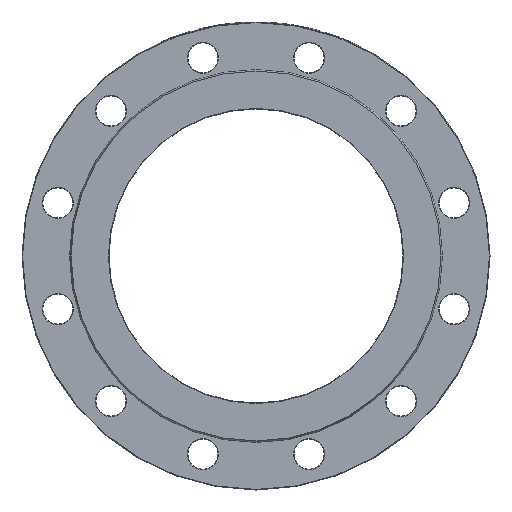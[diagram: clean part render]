
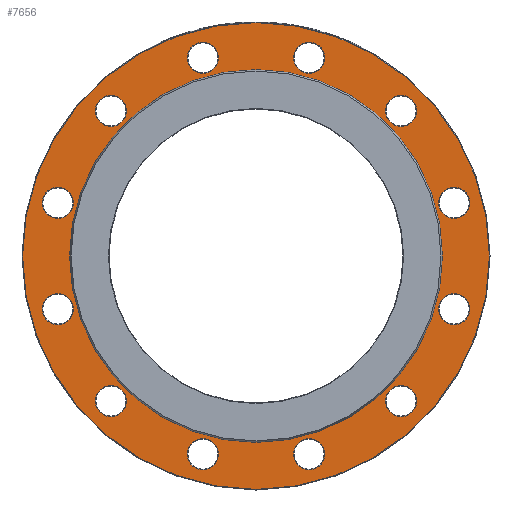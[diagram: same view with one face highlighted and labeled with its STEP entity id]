
A CAD part, left-side view. The second image highlights one B-rep face of the part: STEP entity #7656.
In plain terms, the highlighted planar face has unit normal (-1, 0, 0).
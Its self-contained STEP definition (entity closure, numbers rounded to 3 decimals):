
#46 = CIRCLE ( 'NONE', #5861, 13.5 ) ;
#186 = EDGE_CURVE ( 'NONE', #3117, #3117, #9375, .T. ) ;
#200 = CIRCLE ( 'NONE', #3569, 161.336 ) ;
#366 = DIRECTION ( 'NONE',  ( 1., 0., 0. ) ) ;
#382 = FACE_BOUND ( 'NONE', #6465, .T. ) ;
#387 = DIRECTION ( 'NONE',  ( 0., -1., 0. ) ) ;
#440 = DIRECTION ( 'NONE',  ( 0., 0.5, 0.866 ) ) ;
#456 = EDGE_CURVE ( 'NONE', #7569, #7569, #4799, .T. ) ;
#474 = CARTESIAN_POINT ( 'NONE',  ( 3., 178.202, 34.249 ) ) ;
#524 = DIRECTION ( 'NONE',  ( 1., 0., 0. ) ) ;
#529 = DIRECTION ( 'NONE',  ( 0., 1., 0. ) ) ;
#625 = CIRCLE ( 'NONE', #8275, 13.5 ) ;
#663 = CARTESIAN_POINT ( 'NONE',  ( 3., -137.203, -118.761 ) ) ;
#669 = AXIS2_PLACEMENT_3D ( 'NONE', #8367, #3973, #1825 ) ;
#772 = EDGE_LOOP ( 'NONE', ( #9400 ) ) ;
#877 = CIRCLE ( 'NONE', #5610, 13.5 ) ;
#1032 = ORIENTED_EDGE ( 'NONE', *, *, #2352, .T. ) ;
#1059 = CARTESIAN_POINT ( 'NONE',  ( 3., -59.44, -171.452 ) ) ;
#1200 = CARTESIAN_POINT ( 'NONE',  ( 3., -45.94, -171.452 ) ) ;
#1245 = EDGE_LOOP ( 'NONE', ( #8313 ) ) ;
#1260 = DIRECTION ( 'NONE',  ( 1., 0., 0. ) ) ;
#1273 = EDGE_LOOP ( 'NONE', ( #6068 ) ) ;
#1279 = CIRCLE ( 'NONE', #2505, 13.5 ) ;
#1327 = EDGE_LOOP ( 'NONE', ( #3540 ) ) ;
#1591 = AXIS2_PLACEMENT_3D ( 'NONE', #1990, #7830, #3522 ) ;
#1634 = DIRECTION ( 'NONE',  ( 1., 0., 0. ) ) ;
#1729 = PLANE ( 'NONE',  #2805 ) ;
#1778 = FACE_BOUND ( 'NONE', #7981, .T. ) ;
#1797 = AXIS2_PLACEMENT_3D ( 'NONE', #4879, #4071, #529 ) ;
#1811 = ORIENTED_EDGE ( 'NONE', *, *, #8200, .T. ) ;
#1825 = DIRECTION ( 'NONE',  ( 0., 0.866, -0.5 ) ) ;
#1870 = CARTESIAN_POINT ( 'NONE',  ( 3., 118.761, -137.203 ) ) ;
#1896 = DIRECTION ( 'NONE',  ( 0., -0.866, -0.5 ) ) ;
#1947 = DIRECTION ( 'NONE',  ( 0., 0., -1. ) ) ;
#1960 = VERTEX_POINT ( 'NONE', #1870 ) ;
#1990 = CARTESIAN_POINT ( 'NONE',  ( 3., 171.452, 45.94 ) ) ;
#2026 = CIRCLE ( 'NONE', #2642, 13.5 ) ;
#2046 = AXIS2_PLACEMENT_3D ( 'NONE', #1200, #524, #387 ) ;
#2054 = VERTEX_POINT ( 'NONE', #6321 ) ;
#2080 = CARTESIAN_POINT ( 'NONE',  ( 3., 125.511, -125.511 ) ) ;
#2194 = CIRCLE ( 'NONE', #1591, 13.5 ) ;
#2352 = EDGE_CURVE ( 'NONE', #5503, #5503, #877, .T. ) ;
#2392 = FACE_BOUND ( 'NONE', #4903, .T. ) ;
#2410 = EDGE_CURVE ( 'NONE', #1960, #1960, #6085, .T. ) ;
#2436 = EDGE_LOOP ( 'NONE', ( #1032 ) ) ;
#2442 = FACE_BOUND ( 'NONE', #772, .T. ) ;
#2487 = FACE_BOUND ( 'NONE', #7518, .T. ) ;
#2502 = CARTESIAN_POINT ( 'NONE',  ( 3., -125.511, 125.511 ) ) ;
#2505 = AXIS2_PLACEMENT_3D ( 'NONE', #4498, #6756, #6854 ) ;
#2615 = DIRECTION ( 'NONE',  ( -1., 0., 0. ) ) ;
#2632 = EDGE_CURVE ( 'NONE', #7795, #7795, #4533, .T. ) ;
#2642 = AXIS2_PLACEMENT_3D ( 'NONE', #5303, #1260, #6343 ) ;
#2805 = AXIS2_PLACEMENT_3D ( 'NONE', #9131, #4634, #6844 ) ;
#2808 = ORIENTED_EDGE ( 'NONE', *, *, #456, .T. ) ;
#2883 = CARTESIAN_POINT ( 'NONE',  ( 3., -45.94, 171.452 ) ) ;
#2918 = EDGE_LOOP ( 'NONE', ( #3249 ) ) ;
#2944 = ORIENTED_EDGE ( 'NONE', *, *, #3749, .T. ) ;
#2963 = VERTEX_POINT ( 'NONE', #5835 ) ;
#3117 = VERTEX_POINT ( 'NONE', #1059 ) ;
#3162 = FACE_BOUND ( 'NONE', #6211, .T. ) ;
#3249 = ORIENTED_EDGE ( 'NONE', *, *, #186, .T. ) ;
#3302 = FACE_BOUND ( 'NONE', #1327, .T. ) ;
#3396 = CARTESIAN_POINT ( 'NONE',  ( 3., -171.452, 59.44 ) ) ;
#3423 = CIRCLE ( 'NONE', #7090, 13.5 ) ;
#3459 = DIRECTION ( 'NONE',  ( -1., 0., 0. ) ) ;
#3463 = DIRECTION ( 'NONE',  ( 1., 0., 0. ) ) ;
#3522 = DIRECTION ( 'NONE',  ( 0., 0.5, -0.866 ) ) ;
#3540 = ORIENTED_EDGE ( 'NONE', *, *, #9286, .F. ) ;
#3569 = AXIS2_PLACEMENT_3D ( 'NONE', #6380, #3459, #8614 ) ;
#3635 = ORIENTED_EDGE ( 'NONE', *, *, #8874, .T. ) ;
#3676 = CARTESIAN_POINT ( 'NONE',  ( 3., -178.202, -34.249 ) ) ;
#3749 = EDGE_CURVE ( 'NONE', #2054, #2054, #625, .T. ) ;
#3840 = AXIS2_PLACEMENT_3D ( 'NONE', #7764, #3463, #9242 ) ;
#3915 = EDGE_LOOP ( 'NONE', ( #4069 ) ) ;
#3973 = DIRECTION ( 'NONE',  ( 1., 0., 0. ) ) ;
#4069 = ORIENTED_EDGE ( 'NONE', *, *, #2632, .T. ) ;
#4071 = DIRECTION ( 'NONE',  ( 1., 0., 0. ) ) ;
#4134 = DIRECTION ( 'NONE',  ( 0., -0.5, -0.866 ) ) ;
#4498 = CARTESIAN_POINT ( 'NONE',  ( 3., 171.452, -45.94 ) ) ;
#4533 = CIRCLE ( 'NONE', #1797, 13.5 ) ;
#4634 = DIRECTION ( 'NONE',  ( 1., 0., 0. ) ) ;
#4646 = AXIS2_PLACEMENT_3D ( 'NONE', #7691, #2615, #1947 ) ;
#4680 = FACE_BOUND ( 'NONE', #1245, .T. ) ;
#4799 = CIRCLE ( 'NONE', #4646, 202. ) ;
#4874 = CARTESIAN_POINT ( 'NONE',  ( 3., 59.44, 171.452 ) ) ;
#4879 = CARTESIAN_POINT ( 'NONE',  ( 3., 45.94, 171.452 ) ) ;
#4903 = EDGE_LOOP ( 'NONE', ( #3635 ) ) ;
#4921 = VERTEX_POINT ( 'NONE', #3396 ) ;
#5090 = EDGE_LOOP ( 'NONE', ( #7491 ) ) ;
#5303 = CARTESIAN_POINT ( 'NONE',  ( 3., -171.452, -45.94 ) ) ;
#5360 = FACE_OUTER_BOUND ( 'NONE', #7892, .T. ) ;
#5410 = FACE_BOUND ( 'NONE', #5090, .T. ) ;
#5454 = EDGE_CURVE ( 'NONE', #5647, #5647, #2194, .T. ) ;
#5503 = VERTEX_POINT ( 'NONE', #6986 ) ;
#5610 = AXIS2_PLACEMENT_3D ( 'NONE', #9204, #366, #1896 ) ;
#5627 = EDGE_CURVE ( 'NONE', #5695, #5695, #1279, .T. ) ;
#5647 = VERTEX_POINT ( 'NONE', #474 ) ;
#5695 = VERTEX_POINT ( 'NONE', #8553 ) ;
#5835 = CARTESIAN_POINT ( 'NONE',  ( 3., -118.761, 137.203 ) ) ;
#5861 = AXIS2_PLACEMENT_3D ( 'NONE', #6090, #1634, #8943 ) ;
#6037 = EDGE_CURVE ( 'NONE', #4921, #4921, #6133, .T. ) ;
#6068 = ORIENTED_EDGE ( 'NONE', *, *, #6037, .T. ) ;
#6085 = CIRCLE ( 'NONE', #8046, 13.5 ) ;
#6090 = CARTESIAN_POINT ( 'NONE',  ( 3., -125.511, -125.511 ) ) ;
#6133 = CIRCLE ( 'NONE', #3840, 13.5 ) ;
#6183 = CARTESIAN_POINT ( 'NONE',  ( 3., 0., -202. ) ) ;
#6211 = EDGE_LOOP ( 'NONE', ( #2944 ) ) ;
#6321 = CARTESIAN_POINT ( 'NONE',  ( 3., -34.249, 178.202 ) ) ;
#6325 = ORIENTED_EDGE ( 'NONE', *, *, #8005, .T. ) ;
#6343 = DIRECTION ( 'NONE',  ( 0., -0.5, 0.866 ) ) ;
#6380 = CARTESIAN_POINT ( 'NONE',  ( 3., 0., 0. ) ) ;
#6465 = EDGE_LOOP ( 'NONE', ( #7898 ) ) ;
#6551 = VERTEX_POINT ( 'NONE', #8118 ) ;
#6756 = DIRECTION ( 'NONE',  ( 1., 0., 0. ) ) ;
#6809 = DIRECTION ( 'NONE',  ( 1., 0., 0. ) ) ;
#6844 = DIRECTION ( 'NONE',  ( 0., 0., -1. ) ) ;
#6854 = DIRECTION ( 'NONE',  ( 0., 0., -1. ) ) ;
#6889 = FACE_BOUND ( 'NONE', #3915, .T. ) ;
#6939 = FACE_BOUND ( 'NONE', #2918, .T. ) ;
#6986 = CARTESIAN_POINT ( 'NONE',  ( 3., 34.249, -178.202 ) ) ;
#7090 = AXIS2_PLACEMENT_3D ( 'NONE', #2502, #6809, #440 ) ;
#7093 = DIRECTION ( 'NONE',  ( 0., 0.866, 0.5 ) ) ;
#7164 = VERTEX_POINT ( 'NONE', #663 ) ;
#7491 = ORIENTED_EDGE ( 'NONE', *, *, #2410, .T. ) ;
#7518 = EDGE_LOOP ( 'NONE', ( #1811 ) ) ;
#7569 = VERTEX_POINT ( 'NONE', #6183 ) ;
#7656 = ADVANCED_FACE ( 'NONE', ( #2442, #2487, #6889, #3162, #1778, #8940, #2392, #4680, #6939, #8225, #5410, #382, #5360, #3302 ), #1729, .F. ) ;
#7691 = CARTESIAN_POINT ( 'NONE',  ( 3., 0., 0. ) ) ;
#7698 = CIRCLE ( 'NONE', #669, 13.5 ) ;
#7764 = CARTESIAN_POINT ( 'NONE',  ( 3., -171.452, 45.94 ) ) ;
#7795 = VERTEX_POINT ( 'NONE', #4874 ) ;
#7830 = DIRECTION ( 'NONE',  ( 1., 0., 0. ) ) ;
#7892 = EDGE_LOOP ( 'NONE', ( #2808 ) ) ;
#7898 = ORIENTED_EDGE ( 'NONE', *, *, #5627, .T. ) ;
#7981 = EDGE_LOOP ( 'NONE', ( #6325 ) ) ;
#8005 = EDGE_CURVE ( 'NONE', #2963, #2963, #3423, .T. ) ;
#8046 = AXIS2_PLACEMENT_3D ( 'NONE', #2080, #8579, #4134 ) ;
#8118 = CARTESIAN_POINT ( 'NONE',  ( 3., 137.203, 118.761 ) ) ;
#8200 = EDGE_CURVE ( 'NONE', #6551, #6551, #7698, .T. ) ;
#8225 = FACE_BOUND ( 'NONE', #2436, .T. ) ;
#8275 = AXIS2_PLACEMENT_3D ( 'NONE', #2883, #8705, #7093 ) ;
#8313 = ORIENTED_EDGE ( 'NONE', *, *, #9431, .T. ) ;
#8367 = CARTESIAN_POINT ( 'NONE',  ( 3., 125.511, 125.511 ) ) ;
#8553 = CARTESIAN_POINT ( 'NONE',  ( 3., 171.452, -59.44 ) ) ;
#8579 = DIRECTION ( 'NONE',  ( 1., 0., 0. ) ) ;
#8614 = DIRECTION ( 'NONE',  ( 0., 0., 1. ) ) ;
#8647 = VERTEX_POINT ( 'NONE', #9460 ) ;
#8705 = DIRECTION ( 'NONE',  ( 1., 0., 0. ) ) ;
#8874 = EDGE_CURVE ( 'NONE', #9414, #9414, #2026, .T. ) ;
#8940 = FACE_BOUND ( 'NONE', #1273, .T. ) ;
#8943 = DIRECTION ( 'NONE',  ( 0., -0.866, 0.5 ) ) ;
#9131 = CARTESIAN_POINT ( 'NONE',  ( 3., 161.336, 0. ) ) ;
#9204 = CARTESIAN_POINT ( 'NONE',  ( 3., 45.94, -171.452 ) ) ;
#9242 = DIRECTION ( 'NONE',  ( 0., 0., 1. ) ) ;
#9286 = EDGE_CURVE ( 'NONE', #8647, #8647, #200, .T. ) ;
#9375 = CIRCLE ( 'NONE', #2046, 13.5 ) ;
#9400 = ORIENTED_EDGE ( 'NONE', *, *, #5454, .T. ) ;
#9414 = VERTEX_POINT ( 'NONE', #3676 ) ;
#9431 = EDGE_CURVE ( 'NONE', #7164, #7164, #46, .T. ) ;
#9460 = CARTESIAN_POINT ( 'NONE',  ( 3., 0., 161.336 ) ) ;
